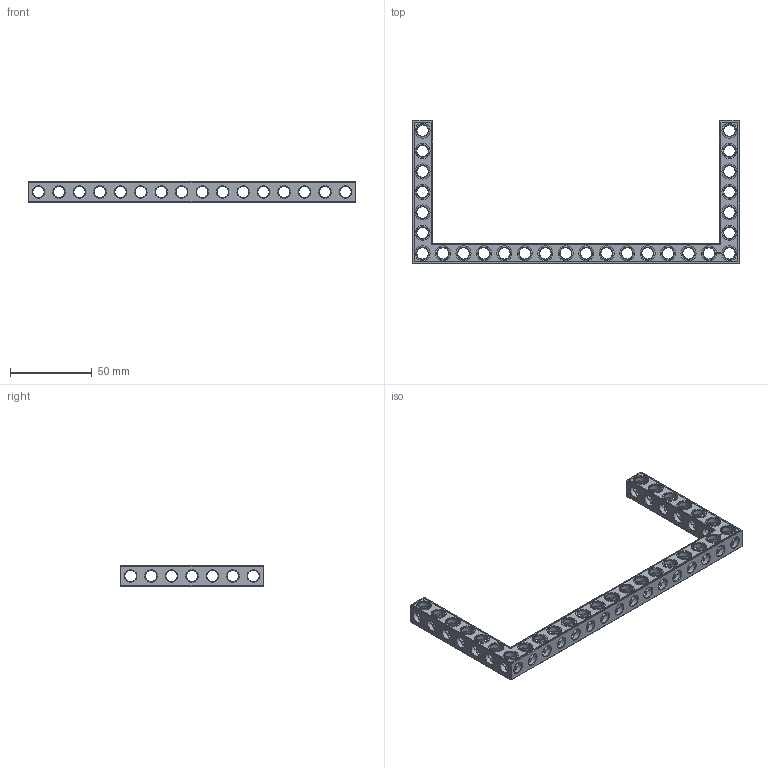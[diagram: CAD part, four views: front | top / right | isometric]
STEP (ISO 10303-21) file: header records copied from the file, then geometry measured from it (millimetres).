
FILE_DESCRIPTION(('FreeCAD Model'),'2;1');
FILE_NAME('Open CASCADE Shape Model','2022-03-06T13:56:48',('Author'),( ''),'Open CASCADE STEP processor 7.5','FreeCAD','Unknown');
FILE_SCHEMA(('AUTOMOTIVE_DESIGN { 1 0 10303 214 1 1 1 1 }'));
Products named in the file (1): Beam AGD ESS USH SYM BU16x07x01 - SPN-BEM-0561 (stemfie.org)
Bounding box: 200 x 87.5 x 12.5 mm (x, y, z)
Volume: 27351.1 mm3; surface area: 24485.8 mm2
Topology: 1 solids, 1 shells, 848 faces, 2558 edges, 1661 vertices
Faces by surface type: plane 403, cylinder 169, extrusion 162, cone 114
Full cylindrical faces by diameter (mm): 6.98 x16, 7 x125, 9.2 x28
Entity records: 129087 total; most frequent: CARTESIAN_POINT 81082, DIRECTION 7844, ORIENTED_EDGE 5116, PCURVE 5116, DEFINITIONAL_REPRESENTATION 5116, VECTOR 5018, LINE 4856, EDGE_CURVE 2558
